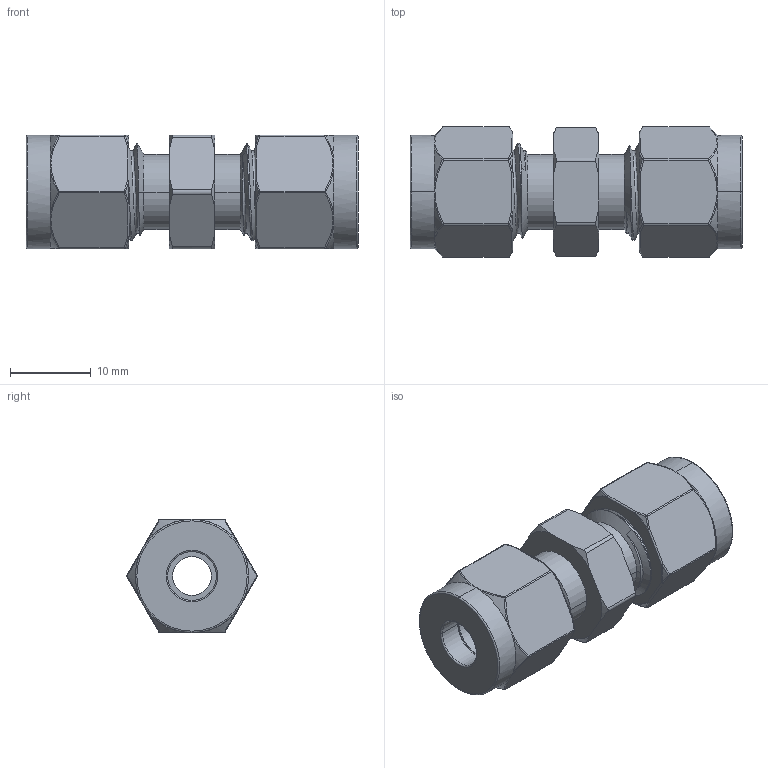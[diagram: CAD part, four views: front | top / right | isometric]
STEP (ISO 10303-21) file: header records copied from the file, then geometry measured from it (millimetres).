
FILE_DESCRIPTION((''),'2;1');
FILE_NAME('001_CUA_UNION_MASTER_ASM','2025-06-20T13:52:31',('Administrator'),(''),'CREO PARAMETRIC BY PTC INC, 2020184','CREO PARAMETRIC BY PTC INC, 2020184','');
FILE_SCHEMA(('AUTOMOTIVE_DESIGN { 1 0 10303 214 1 1 1 1 }'));
Length unit declared in the file: millimetre
Products named in the file (5): DIN2353-TUBE; DIN2353_TUBE_NUT; BACK_FERRULE; FRONT_FERRULE; 001_CUA_UNION_MASTER_ASM
Assembly tree (7 placements, depth 2):
  001_CUA_UNION_MASTER_ASM
    DIN2353-TUBE
    DIN2353_TUBE_NUT  x2
    BACK_FERRULE  x2
    FRONT_FERRULE  x2
Bounding box: 41 x 16.11 x 14 mm (x, y, z)
Volume: 4630.9 mm3; surface area: 5860.3 mm2
Topology: 7 solids, 7 shells, 394 faces, 909 edges, 574 vertices
Faces by surface type: cylinder 98, cone 72, bspline 72, torus 68, sphere 48, plane 36
Entity records: 20637 total; most frequent: CARTESIAN_POINT 14306, ORIENTED_EDGE 1088, DIRECTION 1055, EDGE_CURVE 544, AXIS2_PLACEMENT_3D 454, VERTEX_POINT 317, EDGE_LOOP 251, PRESENTATION_STYLE_ASSIGNMENT 244
